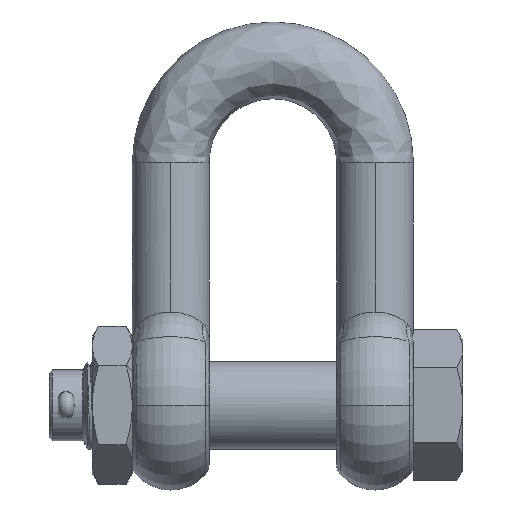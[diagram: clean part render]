
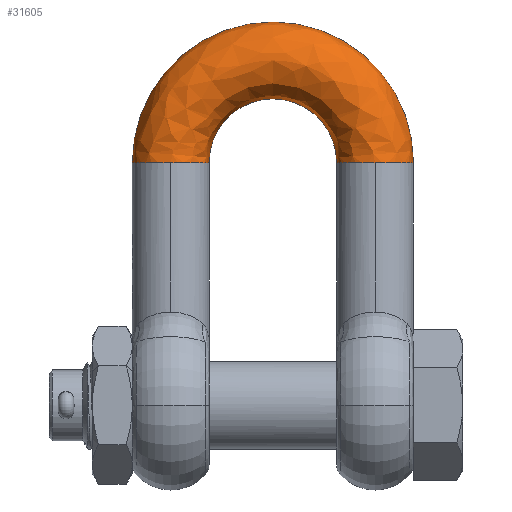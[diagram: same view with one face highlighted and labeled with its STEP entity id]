
A CAD part, top view. The second image highlights one B-rep face of the part: STEP entity #31605.
In plain terms, the highlighted free-form (B-spline) face has degree [3, 3] with [4, 4] control points.
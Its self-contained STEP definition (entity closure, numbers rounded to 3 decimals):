
#2077 = EDGE_CURVE ( 'NONE', #33710, #27248, #4421, .T. ) ;
#2152 = EDGE_CURVE ( 'NONE', #2218, #29665, #4739, .T. ) ;
#2218 = VERTEX_POINT ( 'NONE', #4871 ) ;
#4418 = DIRECTION ( 'NONE',  ( -1., 0., 0. ) ) ;
#4419 = DIRECTION ( 'NONE',  ( 0., 0., -1. ) ) ;
#4420 = AXIS2_PLACEMENT_3D ( 'NONE', #4427, #4419, #4418 ) ;
#4421 = CIRCLE ( 'NONE', #4420, 91.5 ) ;
#4427 = CARTESIAN_POINT ( 'NONE',  ( 0., 158., 0. ) ) ;
#4456 = DIRECTION ( 'NONE',  ( -1., 0., 0. ) ) ;
#4457 = DIRECTION ( 'NONE',  ( 0., 0., 1. ) ) ;
#4727 = CARTESIAN_POINT ( 'NONE',  ( 0., 158., 0. ) ) ;
#4729 = AXIS2_PLACEMENT_3D ( 'NONE', #4727, #4457, #4456 ) ;
#4739 = CIRCLE ( 'NONE', #4729, 41.5 ) ;
#4871 = CARTESIAN_POINT ( 'NONE',  ( 41.5, 158., 0. ) ) ;
#11205 = DIRECTION ( 'NONE',  ( 1., 0., 0. ) ) ;
#11206 = DIRECTION ( 'NONE',  ( 0., 1., 0. ) ) ;
#11207 = AXIS2_PLACEMENT_3D ( 'NONE', #11213, #11206, #11205 ) ;
#11208 = CIRCLE ( 'NONE', #11207, 25. ) ;
#11213 = CARTESIAN_POINT ( 'NONE',  ( 66.5, 158., 0. ) ) ;
#11300 = CARTESIAN_POINT ( 'NONE',  ( 91.5, 158., 0. ) ) ;
#11301 = CARTESIAN_POINT ( 'NONE',  ( 91.5, 341., 0. ) ) ;
#11302 = CARTESIAN_POINT ( 'NONE',  ( -91.5, 341., 0. ) ) ;
#11303 = CARTESIAN_POINT ( 'NONE',  ( -91.5, 158., 0. ) ) ;
#11304 = CARTESIAN_POINT ( 'NONE',  ( 91.5, 158., 50. ) ) ;
#11305 = CARTESIAN_POINT ( 'NONE',  ( 91.5, 341., 50. ) ) ;
#11306 = CARTESIAN_POINT ( 'NONE',  ( -91.5, 341., 50. ) ) ;
#11307 = CARTESIAN_POINT ( 'NONE',  ( -91.5, 158., 50. ) ) ;
#11308 = CARTESIAN_POINT ( 'NONE',  ( 41.5, 158., 50. ) ) ;
#11309 = CARTESIAN_POINT ( 'NONE',  ( 41.5, 241., 50. ) ) ;
#11310 = CARTESIAN_POINT ( 'NONE',  ( -41.5, 241., 50. ) ) ;
#11311 = CARTESIAN_POINT ( 'NONE',  ( -41.5, 158., 50. ) ) ;
#11312 = CARTESIAN_POINT ( 'NONE',  ( 41.5, 158., 0. ) ) ;
#11313 = CARTESIAN_POINT ( 'NONE',  ( 41.5, 241., 0. ) ) ;
#11314 = CARTESIAN_POINT ( 'NONE',  ( -41.5, 241., 0. ) ) ;
#11315 = CARTESIAN_POINT ( 'NONE',  ( -41.5, 158., 0. ) ) ;
#11320 =( BOUNDED_SURFACE ( )  B_SPLINE_SURFACE ( 3, 3, ( 
 ( #11315, #11314, #11313, #11312 ),
 ( #11311, #11310, #11309, #11308 ),
 ( #11307, #11306, #11305, #11304 ),
 ( #11303, #11302, #11301, #11300 ) ),
 .UNSPECIFIED., .F., .F., .T. ) 
 B_SPLINE_SURFACE_WITH_KNOTS ( ( 4, 4 ),
 ( 4, 4 ),
 ( 0., 1. ),
 ( 0., 1. ),
 .UNSPECIFIED. ) 
 GEOMETRIC_REPRESENTATION_ITEM ( )  RATIONAL_B_SPLINE_SURFACE ( (
 ( 1., 0.333, 0.333, 1.),
 ( 0.333, 0.111, 0.111, 0.333),
 ( 0.333, 0.111, 0.111, 0.333),
 ( 1., 0.333, 0.333, 1.) ) ) 
 REPRESENTATION_ITEM ( '' )  SURFACE ( )  );
#11322 = FACE_OUTER_BOUND ( 'NONE', #31647, .T. ) ;
#13219 = CARTESIAN_POINT ( 'NONE',  ( 91.5, 158., 0. ) ) ;
#13220 = CARTESIAN_POINT ( 'NONE',  ( 66.5, 158., 25. ) ) ;
#13221 = DIRECTION ( 'NONE',  ( 1., 0., 0. ) ) ;
#13222 = DIRECTION ( 'NONE',  ( 0., 1., 0. ) ) ;
#13223 = AXIS2_PLACEMENT_3D ( 'NONE', #13229, #13222, #13221 ) ;
#13224 = CIRCLE ( 'NONE', #13223, 25. ) ;
#13229 = CARTESIAN_POINT ( 'NONE',  ( 66.5, 158., 0. ) ) ;
#20351 = CARTESIAN_POINT ( 'NONE',  ( -66.5, 158., 25. ) ) ;
#20352 = DIRECTION ( 'NONE',  ( 0., 0., -1. ) ) ;
#20353 = DIRECTION ( 'NONE',  ( 0., -1., 0. ) ) ;
#20354 = CARTESIAN_POINT ( 'NONE',  ( -66.5, 158., 0. ) ) ;
#20355 = AXIS2_PLACEMENT_3D ( 'NONE', #20354, #20353, #20352 ) ;
#20356 = CIRCLE ( 'NONE', #20355, 25. ) ;
#20594 = CARTESIAN_POINT ( 'NONE',  ( -41.5, 158., 0. ) ) ;
#27246 = EDGE_CURVE ( 'NONE', #27247, #27248, #13224, .T. ) ;
#27247 = VERTEX_POINT ( 'NONE', #13220 ) ;
#27248 = VERTEX_POINT ( 'NONE', #13219 ) ;
#29590 = EDGE_CURVE ( 'NONE', #29665, #29591, #20356, .T. ) ;
#29591 = VERTEX_POINT ( 'NONE', #20351 ) ;
#29665 = VERTEX_POINT ( 'NONE', #20594 ) ;
#31524 = ORIENTED_EDGE ( 'NONE', *, *, #33709, .F. ) ;
#31605 = ADVANCED_FACE ( 'NONE', ( #11322 ), #11320, .F. ) ;
#31647 = EDGE_LOOP ( 'NONE', ( #31650, #31651, #31652, #31654, #31655, #31524 ) ) ;
#31650 = ORIENTED_EDGE ( 'NONE', *, *, #29590, .F. ) ;
#31651 = ORIENTED_EDGE ( 'NONE', *, *, #2152, .F. ) ;
#31652 = ORIENTED_EDGE ( 'NONE', *, *, #31653, .T. ) ;
#31653 = EDGE_CURVE ( 'NONE', #2218, #27247, #11208, .T. ) ;
#31654 = ORIENTED_EDGE ( 'NONE', *, *, #27246, .T. ) ;
#31655 = ORIENTED_EDGE ( 'NONE', *, *, #2077, .F. ) ;
#33709 = EDGE_CURVE ( 'NONE', #29591, #33710, #34185, .T. ) ;
#33710 = VERTEX_POINT ( 'NONE', #34186 ) ;
#34182 = DIRECTION ( 'NONE',  ( 0., 0., -1. ) ) ;
#34183 = DIRECTION ( 'NONE',  ( 0., -1., 0. ) ) ;
#34184 = AXIS2_PLACEMENT_3D ( 'NONE', #34188, #34183, #34182 ) ;
#34185 = CIRCLE ( 'NONE', #34184, 25. ) ;
#34186 = CARTESIAN_POINT ( 'NONE',  ( -91.5, 158., 0. ) ) ;
#34188 = CARTESIAN_POINT ( 'NONE',  ( -66.5, 158., 0. ) ) ;
